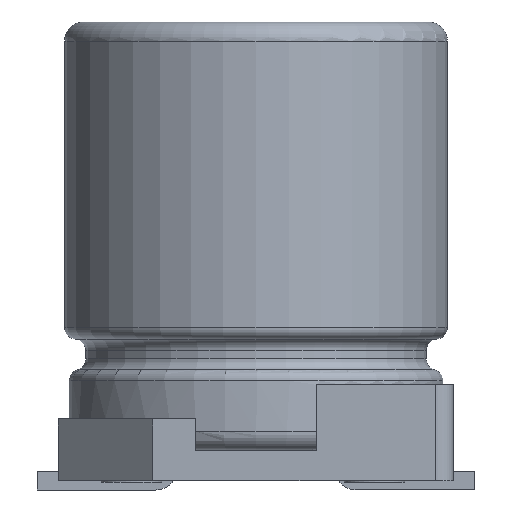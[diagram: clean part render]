
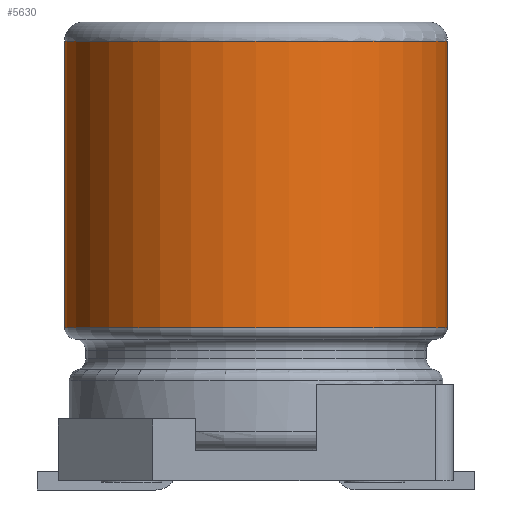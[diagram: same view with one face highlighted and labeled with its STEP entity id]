
A CAD part, front view. The second image highlights one B-rep face of the part: STEP entity #5630.
In plain terms, the highlighted cylindrical face has radius 3.15 mm (diameter 6.3 mm), a full revolution.
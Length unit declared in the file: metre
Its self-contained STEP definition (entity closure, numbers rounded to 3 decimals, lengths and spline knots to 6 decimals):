
#27=CYLINDRICAL_SURFACE('',#5868,0.00315);
#93=CIRCLE('',#5867,0.00315);
#94=CIRCLE('',#5869,0.00315);
#1546=ORIENTED_EDGE('',*,*,#2532,.T.);
#1547=ORIENTED_EDGE('',*,*,#2533,.T.);
#2532=EDGE_CURVE('',#3026,#3026,#93,.T.);
#2533=EDGE_CURVE('',#3027,#3027,#94,.T.);
#3026=VERTEX_POINT('',#8203);
#3027=VERTEX_POINT('',#8206);
#3377=EDGE_LOOP('',(#1546));
#3378=EDGE_LOOP('',(#1547));
#3650=FACE_BOUND('',#3377,.T.);
#3651=FACE_BOUND('',#3378,.T.);
#5630=ADVANCED_FACE('',(#3650,#3651),#27,.T.);
#5867=AXIS2_PLACEMENT_3D('',#8202,#6553,#6554);
#5868=AXIS2_PLACEMENT_3D('',#8204,#6555,#6556);
#5869=AXIS2_PLACEMENT_3D('',#8205,#6557,#6558);
#6553=DIRECTION('',(0.,0.,1.));
#6554=DIRECTION('',(0.,-1.,0.));
#6555=DIRECTION('',(0.,0.,1.));
#6556=DIRECTION('',(0.,-1.,0.));
#6557=DIRECTION('',(0.,0.,-1.));
#6558=DIRECTION('',(0.,1.,0.));
#8202=CARTESIAN_POINT('',(0.,0.,0.002522));
#8203=CARTESIAN_POINT('',(0.,-0.00315,0.002522));
#8204=CARTESIAN_POINT('',(0.,0.,0.0104));
#8205=CARTESIAN_POINT('',(0.,0.,0.007235));
#8206=CARTESIAN_POINT('',(0.,0.00315,0.007235));
